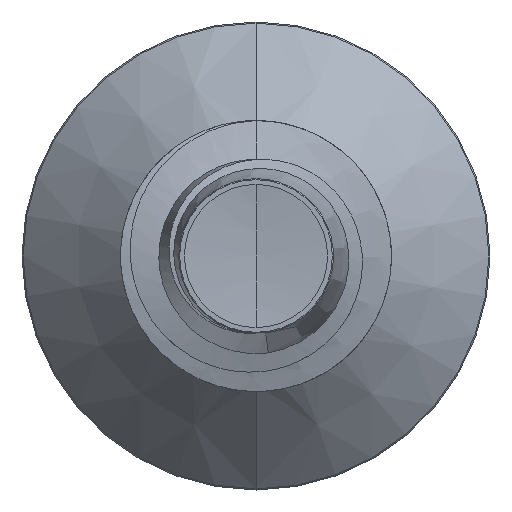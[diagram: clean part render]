
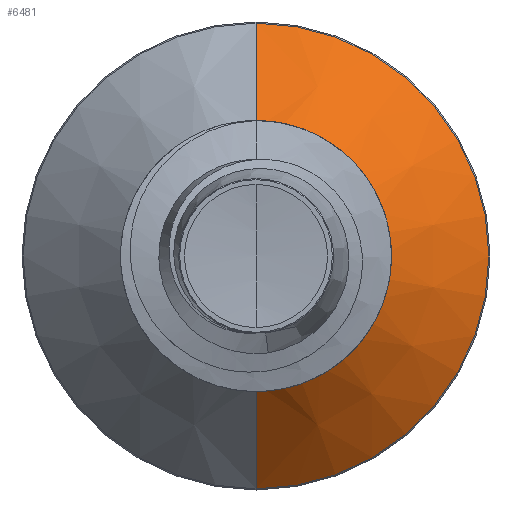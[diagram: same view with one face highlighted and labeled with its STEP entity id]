
A CAD part, front view. The second image highlights one B-rep face of the part: STEP entity #6481.
In plain terms, the highlighted conical face has half-angle 45 degrees and reference radius 1.034 mm.
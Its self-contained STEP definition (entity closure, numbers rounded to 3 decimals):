
#364 = CARTESIAN_POINT ( 'NONE',  ( 0., 4.784, 1.034 ) ) ;
#432 = CARTESIAN_POINT ( 'NONE',  ( 0., 4.784, 0. ) ) ;
#513 = VERTEX_POINT ( 'NONE', #9468 ) ;
#517 = CONICAL_SURFACE ( 'NONE', #8696, 1.034, 0.785 ) ;
#1017 = DIRECTION ( 'NONE',  ( 0., 1., 0. ) ) ;
#1267 = VERTEX_POINT ( 'NONE', #9037 ) ;
#1500 = DIRECTION ( 'NONE',  ( 0., 1., 0. ) ) ;
#2218 = VECTOR ( 'NONE', #2613, 1000. ) ;
#2257 = CARTESIAN_POINT ( 'NONE',  ( 0., 5.64, -1.89 ) ) ;
#2613 = DIRECTION ( 'NONE',  ( 0., 0.707, -0.707 ) ) ;
#2925 = DIRECTION ( 'NONE',  ( 0., 1., 0. ) ) ;
#3656 = CARTESIAN_POINT ( 'NONE',  ( 0., 5.64, 1.89 ) ) ;
#3709 = EDGE_CURVE ( 'NONE', #1267, #8403, #4455, .T. ) ;
#4180 = EDGE_LOOP ( 'NONE', ( #10323, #5612, #4806, #9659 ) ) ;
#4432 = EDGE_CURVE ( 'NONE', #513, #1267, #9764, .T. ) ;
#4455 = LINE ( 'NONE', #9277, #2218 ) ;
#4457 = AXIS2_PLACEMENT_3D ( 'NONE', #6527, #1500, #7357 ) ;
#4806 = ORIENTED_EDGE ( 'NONE', *, *, #7621, .F. ) ;
#5358 = CIRCLE ( 'NONE', #6273, 1.89 ) ;
#5612 = ORIENTED_EDGE ( 'NONE', *, *, #3709, .T. ) ;
#6024 = CARTESIAN_POINT ( 'NONE',  ( 0., 5.64, 0. ) ) ;
#6273 = AXIS2_PLACEMENT_3D ( 'NONE', #6024, #1017, #6880 ) ;
#6311 = DIRECTION ( 'NONE',  ( 0., 0., 1. ) ) ;
#6481 = ADVANCED_FACE ( 'NONE', ( #9637 ), #517, .T. ) ;
#6527 = CARTESIAN_POINT ( 'NONE',  ( 0., 4.784, 0. ) ) ;
#6703 = EDGE_CURVE ( 'NONE', #513, #7986, #8872, .T. ) ;
#6710 = VECTOR ( 'NONE', #8730, 1000. ) ;
#6880 = DIRECTION ( 'NONE',  ( 0., 0., 1. ) ) ;
#7357 = DIRECTION ( 'NONE',  ( 0., 0., 1. ) ) ;
#7621 = EDGE_CURVE ( 'NONE', #7986, #8403, #5358, .T. ) ;
#7986 = VERTEX_POINT ( 'NONE', #3656 ) ;
#8403 = VERTEX_POINT ( 'NONE', #2257 ) ;
#8696 = AXIS2_PLACEMENT_3D ( 'NONE', #432, #2925, #6311 ) ;
#8730 = DIRECTION ( 'NONE',  ( 0., 0.707, 0.707 ) ) ;
#8872 = LINE ( 'NONE', #364, #6710 ) ;
#9037 = CARTESIAN_POINT ( 'NONE',  ( 0., 4.784, -1.034 ) ) ;
#9277 = CARTESIAN_POINT ( 'NONE',  ( 0., 4.784, -1.034 ) ) ;
#9468 = CARTESIAN_POINT ( 'NONE',  ( 0., 4.784, 1.034 ) ) ;
#9637 = FACE_OUTER_BOUND ( 'NONE', #4180, .T. ) ;
#9659 = ORIENTED_EDGE ( 'NONE', *, *, #6703, .F. ) ;
#9764 = CIRCLE ( 'NONE', #4457, 1.034 ) ;
#10323 = ORIENTED_EDGE ( 'NONE', *, *, #4432, .T. ) ;
